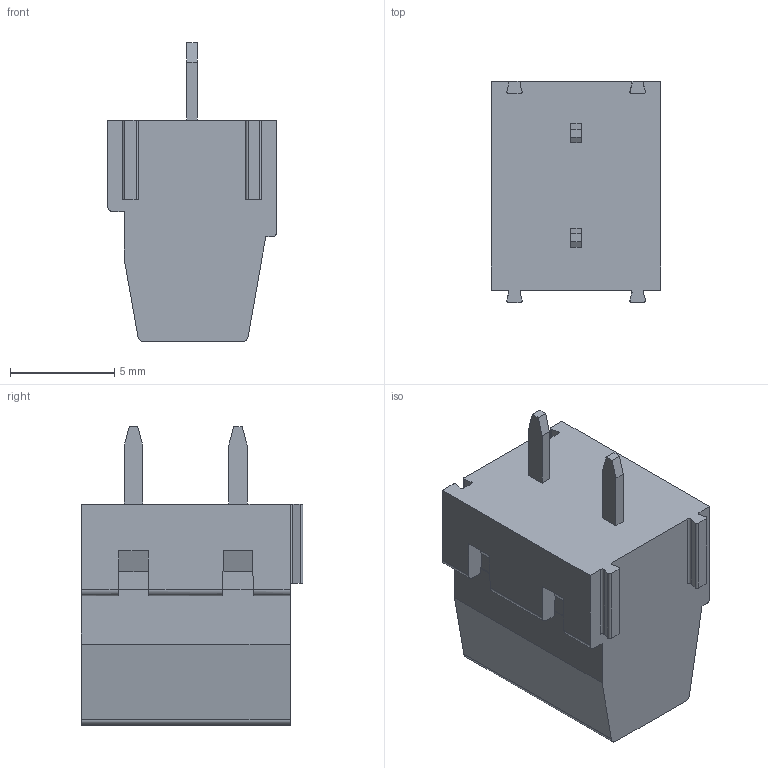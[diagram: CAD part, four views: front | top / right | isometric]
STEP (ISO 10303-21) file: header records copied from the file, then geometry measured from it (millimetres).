
FILE_DESCRIPTION( ( 'STEP AP214' ), '1' );
FILE_NAME( 'MV152-5-V.stp', ' ', ( ' ' ), ( ' ' ), 'PSStep 14.0', 'VISI 19.0', ' ' );
FILE_SCHEMA( ( 'AUTOMOTIVE_DESIGN { 1 0 10303 214 1 1 1 1 }' ) );
Length unit declared in the file: millimetre
Products named in the file (1): 1
Bounding box: 8.1 x 10.6 x 14.31 mm (x, y, z)
Volume: 624.1 mm3; surface area: 718.1 mm2
Topology: 1 solids, 1 shells, 121 faces, 343 edges, 230 vertices
Faces by surface type: plane 97, cylinder 24
Full cylindrical faces by diameter (mm): 3.8 x2
Entity records: 4864 total; most frequent: CARTESIAN_POINT 705, ORIENTED_EDGE 678, DIRECTION 629, EDGE_CURVE 339, LINE 285, VECTOR 285, VERTEX_POINT 228, AXIS2_PLACEMENT_3D 172
